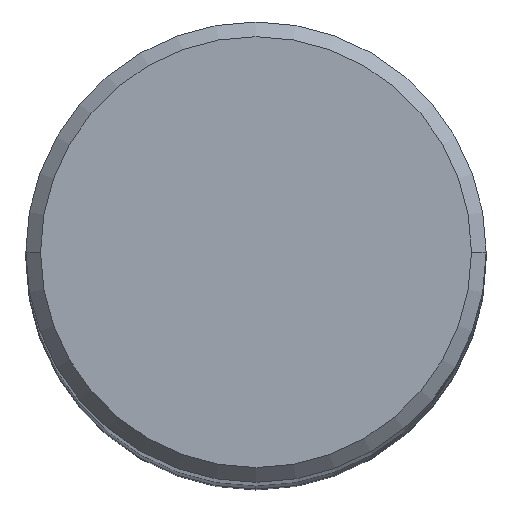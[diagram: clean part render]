
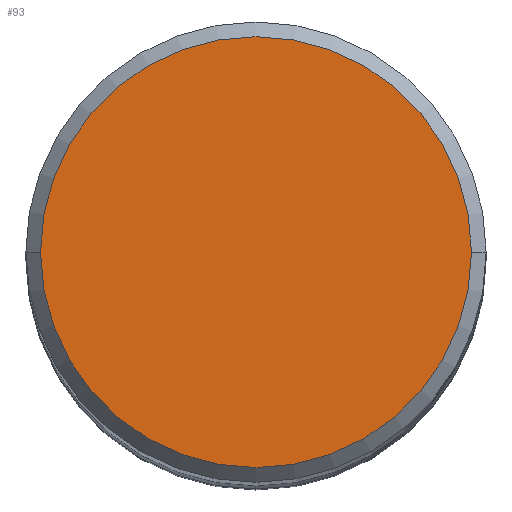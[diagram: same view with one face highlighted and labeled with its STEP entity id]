
A CAD part, top view. The second image highlights one B-rep face of the part: STEP entity #93.
In plain terms, the highlighted planar face has unit normal (0, 0, 1).
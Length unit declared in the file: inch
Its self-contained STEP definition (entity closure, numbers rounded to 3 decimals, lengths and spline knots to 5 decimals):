
#13 = VERTEX_POINT ( 'NONE', #552 ) ;
#15 = EDGE_LOOP ( 'NONE', ( #413, #69 ) ) ;
#19 = DIRECTION ( 'NONE',  ( 0., 0., 1. ) ) ;
#36 = CARTESIAN_POINT ( 'NONE',  ( 0., 0., 0. ) ) ;
#66 = CIRCLE ( 'NONE', #383, 0.2925 ) ;
#69 = ORIENTED_EDGE ( 'NONE', *, *, #495, .T. ) ;
#71 = PLANE ( 'NONE',  #172 ) ;
#82 = DIRECTION ( 'NONE',  ( 0., 0., 1. ) ) ;
#93 = ADVANCED_FACE ( 'NONE', ( #163 ), #71, .F. ) ;
#95 = DIRECTION ( 'NONE',  ( -1., 0., 0. ) ) ;
#151 = DIRECTION ( 'NONE',  ( 1., 0., 0. ) ) ;
#163 = FACE_OUTER_BOUND ( 'NONE', #15, .T. ) ;
#172 = AXIS2_PLACEMENT_3D ( 'NONE', #522, #392, #95 ) ;
#216 = DIRECTION ( 'NONE',  ( 1., 0., 0. ) ) ;
#297 = AXIS2_PLACEMENT_3D ( 'NONE', #36, #82, #216 ) ;
#346 = CIRCLE ( 'NONE', #297, 0.2925 ) ;
#377 = CARTESIAN_POINT ( 'NONE',  ( 0.2925, 0., 0. ) ) ;
#383 = AXIS2_PLACEMENT_3D ( 'NONE', #501, #19, #151 ) ;
#392 = DIRECTION ( 'NONE',  ( 0., 0., -1. ) ) ;
#407 = VERTEX_POINT ( 'NONE', #377 ) ;
#413 = ORIENTED_EDGE ( 'NONE', *, *, #437, .T. ) ;
#437 = EDGE_CURVE ( 'NONE', #13, #407, #66, .T. ) ;
#495 = EDGE_CURVE ( 'NONE', #407, #13, #346, .T. ) ;
#501 = CARTESIAN_POINT ( 'NONE',  ( 0., 0., 0. ) ) ;
#522 = CARTESIAN_POINT ( 'NONE',  ( 0., 0.2925, 0. ) ) ;
#552 = CARTESIAN_POINT ( 'NONE',  ( -0.2925, 0., 0. ) ) ;
